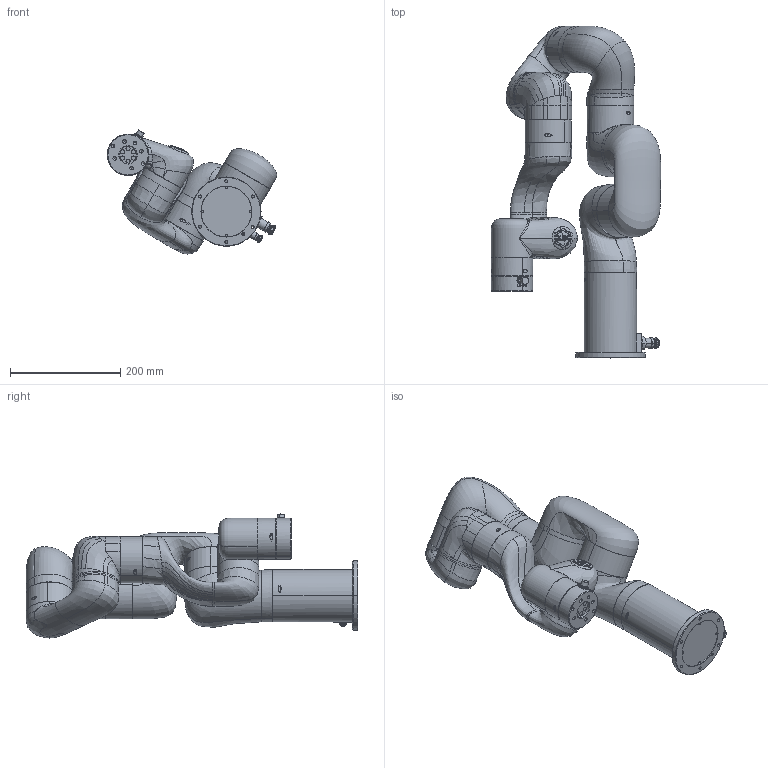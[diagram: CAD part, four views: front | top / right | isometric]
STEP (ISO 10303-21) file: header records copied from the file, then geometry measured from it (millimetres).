
FILE_DESCRIPTION (( 'STEP AP203' ), '1' );
FILE_NAME ('勤俋xArm7.STEP', '2021-09-24T09:10:55', ( '' ), ( '' ), 'SwSTEP 2.0', 'SolidWorks 2020', '' );
FILE_SCHEMA (( 'CONFIG_CONTROL_DESIGN' ));
Length unit declared in the file: millimetre
Products named in the file (9): J5; J3; J1; J6; J2; J7; J4; 勤俋xArm7; Tool head
Assembly tree (8 placements, depth 2):
  勤俋xArm7
    J1
    J2
    J3
    J4
    J5
    J6
    J7
    Tool head
Bounding box: 307.29 x 602.79 x 225.26 mm (x, y, z)
Volume: 4536155.4 mm3; surface area: 550546.8 mm2
Topology: 6 solids, 24 shells, 761 faces, 1966 edges, 1266 vertices
Faces by surface type: cylinder 270, bspline 249, plane 197, cone 43, torus 2
Entity records: 124170 total; most frequent: CARTESIAN_POINT 106951, ORIENTED_EDGE 3872, DIRECTION 2616, EDGE_CURVE 1940, VERTEX_POINT 1266, AXIS2_PLACEMENT_3D 1033, B_SPLINE_CURVE_WITH_KNOTS 835, EDGE_LOOP 832
